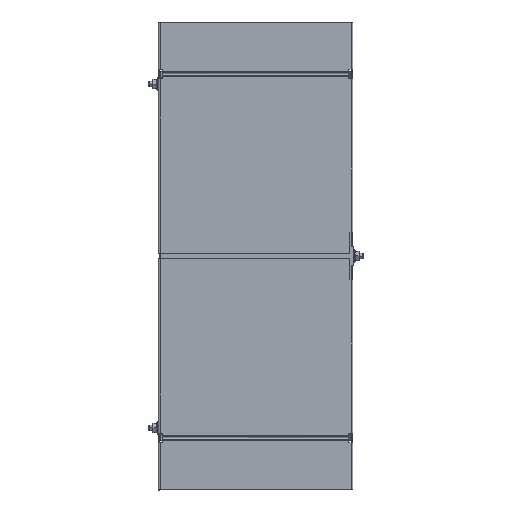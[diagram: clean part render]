
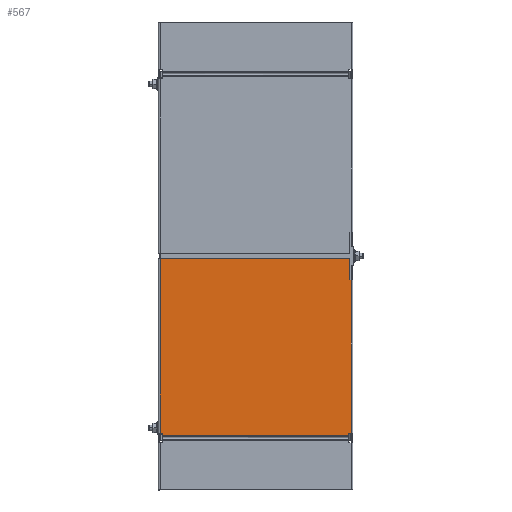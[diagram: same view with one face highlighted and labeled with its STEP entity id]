
A CAD part, front view. The second image highlights one B-rep face of the part: STEP entity #567.
In plain terms, the highlighted planar face has unit normal (0, -1, 0).
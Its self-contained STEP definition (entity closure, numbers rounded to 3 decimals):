
#567=ADVANCED_FACE('',(#1306),#11765,.T.);
#1306=FACE_OUTER_BOUND('',#2066,.T.);
#2066=EDGE_LOOP('',(#4349,#4350,#4351,#4352,#4353,#4354,#4355,#4356,#4357,
#4358,#4359));
#4349=ORIENTED_EDGE('',*,*,#7417,.T.);
#4350=ORIENTED_EDGE('',*,*,#7114,.F.);
#4351=ORIENTED_EDGE('',*,*,#7118,.F.);
#4352=ORIENTED_EDGE('',*,*,#7060,.F.);
#4353=ORIENTED_EDGE('',*,*,#7048,.F.);
#4354=ORIENTED_EDGE('',*,*,#7388,.F.);
#4355=ORIENTED_EDGE('',*,*,#7265,.F.);
#4356=ORIENTED_EDGE('',*,*,#7382,.F.);
#4357=ORIENTED_EDGE('',*,*,#7418,.T.);
#4358=ORIENTED_EDGE('',*,*,#7139,.F.);
#4359=ORIENTED_EDGE('',*,*,#7131,.F.);
#7048=EDGE_CURVE('',#10739,#10740,#8698,.T.);
#7060=EDGE_CURVE('',#10740,#10749,#9666,.T.);
#7114=EDGE_CURVE('',#10795,#10796,#8739,.T.);
#7118=EDGE_CURVE('',#10749,#10795,#8740,.T.);
#7131=EDGE_CURVE('',#10809,#10810,#8750,.T.);
#7139=EDGE_CURVE('',#10810,#10819,#8756,.T.);
#7265=EDGE_CURVE('',#10933,#10934,#9753,.T.);
#7382=EDGE_CURVE('',#10985,#10933,#8886,.T.);
#7388=EDGE_CURVE('',#10934,#10739,#8892,.T.);
#7417=EDGE_CURVE('',#10809,#10796,#8910,.T.);
#7418=EDGE_CURVE('',#10985,#10819,#8911,.T.);
#8698=B_SPLINE_CURVE_WITH_KNOTS('',1,(#23511,#23512),.UNSPECIFIED.,.F.,
 .F.,(2,2),(0.,2.),.UNSPECIFIED.);
#8739=B_SPLINE_CURVE_WITH_KNOTS('',1,(#23664,#23665),.UNSPECIFIED.,.F.,
 .F.,(2,2),(0.,2.172),.UNSPECIFIED.);
#8740=B_SPLINE_CURVE_WITH_KNOTS('',1,(#23677,#23678),.UNSPECIFIED.,.F.,
 .F.,(2,2),(0.,2.3),.UNSPECIFIED.);
#8750=B_SPLINE_CURVE_WITH_KNOTS('',1,(#23708,#23709),.UNSPECIFIED.,.F.,
 .F.,(2,2),(0.,2.172),.UNSPECIFIED.);
#8756=B_SPLINE_CURVE_WITH_KNOTS('',1,(#23728,#23729),.UNSPECIFIED.,.F.,
 .F.,(2,2),(0.,2.3),.UNSPECIFIED.);
#8886=B_SPLINE_CURVE_WITH_KNOTS('',1,(#24324,#24325),.UNSPECIFIED.,.F.,
 .F.,(2,2),(-97.,0.),.UNSPECIFIED.);
#8892=B_SPLINE_CURVE_WITH_KNOTS('',1,(#24336,#24337),.UNSPECIFIED.,.F.,
 .F.,(2,2),(0.,21.5),.UNSPECIFIED.);
#8910=B_SPLINE_CURVE_WITH_KNOTS('',1,(#24405,#24406),.UNSPECIFIED.,.F.,
 .F.,(2,2),(0.,95.4),.UNSPECIFIED.);
#8911=B_SPLINE_CURVE_WITH_KNOTS('',1,(#24407,#24408),.UNSPECIFIED.,.F.,
 .F.,(2,2),(0.,108.),.UNSPECIFIED.);
#9666=(
BOUNDED_CURVE()
B_SPLINE_CURVE(1,(#23539,#23540),.UNSPECIFIED.,.F.,.F.)
B_SPLINE_CURVE_WITH_KNOTS((2,2),(-85.5,0.),.UNSPECIFIED.)
CURVE()
GEOMETRIC_REPRESENTATION_ITEM()
RATIONAL_B_SPLINE_CURVE((1.,1.))
REPRESENTATION_ITEM('')
);
#9753=(
BOUNDED_CURVE()
B_SPLINE_CURVE(2,(#24035,#24036,#24037),.UNSPECIFIED.,.F.,.F.)
B_SPLINE_CURVE_WITH_KNOTS((3,3),(-1.571,0.),.UNSPECIFIED.)
CURVE()
GEOMETRIC_REPRESENTATION_ITEM()
RATIONAL_B_SPLINE_CURVE((1.,0.707,1.))
REPRESENTATION_ITEM('')
);
#10739=VERTEX_POINT('',#22657);
#10740=VERTEX_POINT('',#22658);
#10749=VERTEX_POINT('',#22667);
#10795=VERTEX_POINT('',#22713);
#10796=VERTEX_POINT('',#22714);
#10809=VERTEX_POINT('',#22727);
#10810=VERTEX_POINT('',#22728);
#10819=VERTEX_POINT('',#22737);
#10933=VERTEX_POINT('',#22851);
#10934=VERTEX_POINT('',#22852);
#10985=VERTEX_POINT('',#22903);
#11765=PLANE('',#12525);
#12525=AXIS2_PLACEMENT_3D('',#20488,#12923,$);
#12923=DIRECTION('',(0.,-1.,0.));
#20488=CARTESIAN_POINT('',(-120.001,0.,261.018));
#22657=CARTESIAN_POINT('',(98.,0.,220.));
#22658=CARTESIAN_POINT('',(100.,0.,220.));
#22667=CARTESIAN_POINT('',(100.,0.,59.5));
#22713=CARTESIAN_POINT('',(97.7,0.,59.5));
#22714=CARTESIAN_POINT('',(97.7,0.,57.328));
#22727=CARTESIAN_POINT('',(-97.7,0.,57.328));
#22728=CARTESIAN_POINT('',(-97.7,0.,59.5));
#22737=CARTESIAN_POINT('',(-100.,0.,59.5));
#22851=CARTESIAN_POINT('',(97.,0.,242.5));
#22852=CARTESIAN_POINT('',(98.,0.,241.5));
#22903=CARTESIAN_POINT('',(-100.,0.,242.5));
#23511=CARTESIAN_POINT('',(98.,0.,220.));
#23512=CARTESIAN_POINT('',(100.,0.,220.));
#23539=CARTESIAN_POINT('',(100.,0.,220.));
#23540=CARTESIAN_POINT('',(100.,0.,59.5));
#23664=CARTESIAN_POINT('',(97.7,0.,59.5));
#23665=CARTESIAN_POINT('',(97.7,0.,57.328));
#23677=CARTESIAN_POINT('',(100.,0.,59.5));
#23678=CARTESIAN_POINT('',(97.7,0.,59.5));
#23708=CARTESIAN_POINT('',(-97.7,0.,57.328));
#23709=CARTESIAN_POINT('',(-97.7,0.,59.5));
#23728=CARTESIAN_POINT('',(-97.7,0.,59.5));
#23729=CARTESIAN_POINT('',(-100.,0.,59.5));
#24035=CARTESIAN_POINT('',(97.,0.,242.5));
#24036=CARTESIAN_POINT('',(98.,0.,242.5));
#24037=CARTESIAN_POINT('',(98.,0.,241.5));
#24324=CARTESIAN_POINT('',(-100.,0.,242.5));
#24325=CARTESIAN_POINT('',(97.,0.,242.5));
#24336=CARTESIAN_POINT('',(98.,0.,241.5));
#24337=CARTESIAN_POINT('',(98.,0.,220.));
#24405=CARTESIAN_POINT('',(-97.7,0.,57.328));
#24406=CARTESIAN_POINT('',(97.7,0.,57.328));
#24407=CARTESIAN_POINT('',(-100.,0.,242.5));
#24408=CARTESIAN_POINT('',(-100.,0.,59.5));
